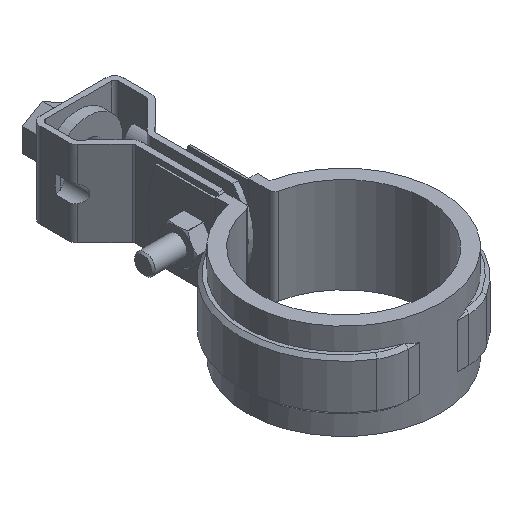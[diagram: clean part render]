
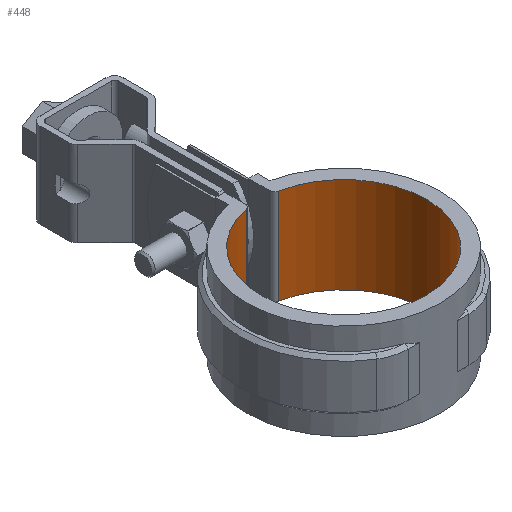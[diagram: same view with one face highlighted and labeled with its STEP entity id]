
A CAD part, isometric view. The second image highlights one B-rep face of the part: STEP entity #448.
In plain terms, the highlighted cylindrical face has radius 24.3 mm (diameter 48.6 mm), a partial arc.
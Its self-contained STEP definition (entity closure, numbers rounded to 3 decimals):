
#448 = ADVANCED_FACE( '', ( #827 ), #828, .F. );
#827 = FACE_OUTER_BOUND( '', #1960, .T. );
#828 = CYLINDRICAL_SURFACE( '', #1961, 24.3 );
#1960 = EDGE_LOOP( '', ( #4609, #4610, #4611, #4612 ) );
#1961 = AXIS2_PLACEMENT_3D( '', #4613, #4614, #4615 );
#4609 = ORIENTED_EDGE( '', *, *, #5888, .F. );
#4610 = ORIENTED_EDGE( '', *, *, #5916, .T. );
#4611 = ORIENTED_EDGE( '', *, *, #5859, .T. );
#4612 = ORIENTED_EDGE( '', *, *, #5917, .T. );
#4613 = CARTESIAN_POINT( '', ( 0., 0., -96.631 ) );
#4614 = DIRECTION( '', ( 0., 0., -1. ) );
#4615 = DIRECTION( '', ( -1., 0., 0. ) );
#5859 = EDGE_CURVE( '', #6764, #6762, #6765, .F. );
#5888 = EDGE_CURVE( '', #6815, #6817, #6818, .F. );
#5916 = EDGE_CURVE( '', #6815, #6764, #6858, .T. );
#5917 = EDGE_CURVE( '', #6762, #6817, #6859, .F. );
#6762 = VERTEX_POINT( '', #10327 );
#6764 = VERTEX_POINT( '', #10329 );
#6765 = CIRCLE( '', #10330, 24.3 );
#6815 = VERTEX_POINT( '', #10409 );
#6817 = VERTEX_POINT( '', #10411 );
#6818 = CIRCLE( '', #10412, 24.3 );
#6858 = LINE( '', #10470, #10471 );
#6859 = LINE( '', #10472, #10473 );
#10327 = CARTESIAN_POINT( '', ( 4.709, 23.839, 1.5 ) );
#10329 = CARTESIAN_POINT( '', ( -4.709, 23.839, 1.5 ) );
#10330 = AXIS2_PLACEMENT_3D( '', #11458, #11459, #11460 );
#10409 = CARTESIAN_POINT( '', ( -4.709, 23.839, -26.5 ) );
#10411 = CARTESIAN_POINT( '', ( 4.709, 23.839, -26.5 ) );
#10412 = AXIS2_PLACEMENT_3D( '', #11505, #11506, #11507 );
#10470 = CARTESIAN_POINT( '', ( -4.709, 23.839, -96.631 ) );
#10471 = VECTOR( '', #11553, 1000. );
#10472 = CARTESIAN_POINT( '', ( 4.709, 23.839, -96.631 ) );
#10473 = VECTOR( '', #11554, 1000. );
#11458 = CARTESIAN_POINT( '', ( 0., 0., 1.5 ) );
#11459 = DIRECTION( '', ( 0., 0., -1. ) );
#11460 = DIRECTION( '', ( -1., 0., 0. ) );
#11505 = CARTESIAN_POINT( '', ( 0., 0., -26.5 ) );
#11506 = DIRECTION( '', ( 0., 0., -1. ) );
#11507 = DIRECTION( '', ( -1., 0., 0. ) );
#11553 = DIRECTION( '', ( 0., 0., 1. ) );
#11554 = DIRECTION( '', ( 0., 0., 1. ) );
